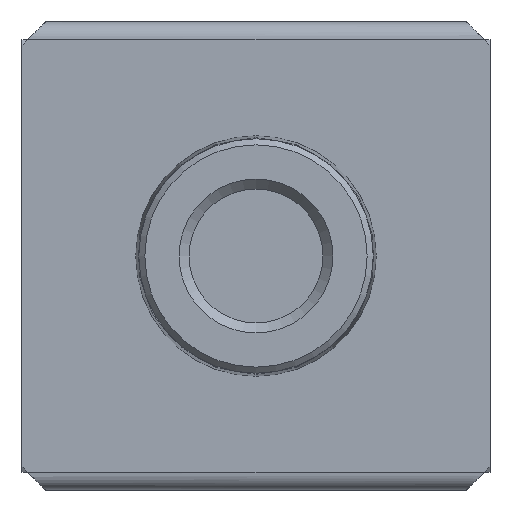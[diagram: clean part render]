
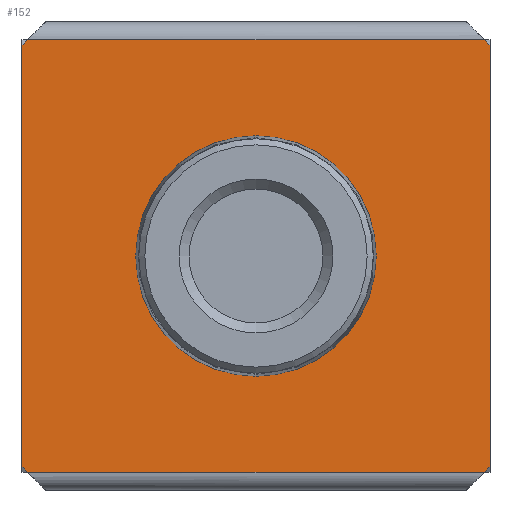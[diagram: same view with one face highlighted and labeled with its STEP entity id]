
A CAD part, front view. The second image highlights one B-rep face of the part: STEP entity #152.
In plain terms, the highlighted planar face has unit normal (0, -1, 0).
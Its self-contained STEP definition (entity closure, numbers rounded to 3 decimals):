
#152 = ADVANCED_FACE( '', ( #401, #402 ), #403, .F. );
#401 = FACE_BOUND( '', #902, .T. );
#402 = FACE_OUTER_BOUND( '', #903, .T. );
#403 = PLANE( '', #904 );
#902 = EDGE_LOOP( '', ( #1547 ) );
#903 = EDGE_LOOP( '', ( #1548, #1549, #1550, #1551, #1552, #1553, #1554, #1555 ) );
#904 = AXIS2_PLACEMENT_3D( '', #1556, #1557, #1558 );
#1547 = ORIENTED_EDGE( '', *, *, #3201, .F. );
#1548 = ORIENTED_EDGE( '', *, *, #3202, .F. );
#1549 = ORIENTED_EDGE( '', *, *, #3194, .T. );
#1550 = ORIENTED_EDGE( '', *, *, #3203, .F. );
#1551 = ORIENTED_EDGE( '', *, *, #3204, .F. );
#1552 = ORIENTED_EDGE( '', *, *, #3205, .F. );
#1553 = ORIENTED_EDGE( '', *, *, #3196, .F. );
#1554 = ORIENTED_EDGE( '', *, *, #3206, .F. );
#1555 = ORIENTED_EDGE( '', *, *, #3207, .F. );
#1556 = CARTESIAN_POINT( '', ( 0., -12., 0. ) );
#1557 = DIRECTION( '', ( 0., 1., 0. ) );
#1558 = DIRECTION( '', ( 0., 0., 1. ) );
#3194 = EDGE_CURVE( '', #3829, #3827, #3830, .F. );
#3196 = EDGE_CURVE( '', #3832, #3833, #3834, .F. );
#3201 = EDGE_CURVE( '', #3841, #3841, #3842, .F. );
#3202 = EDGE_CURVE( '', #3829, #3843, #3844, .T. );
#3203 = EDGE_CURVE( '', #3845, #3827, #3846, .T. );
#3204 = EDGE_CURVE( '', #3847, #3845, #3848, .T. );
#3205 = EDGE_CURVE( '', #3833, #3847, #3849, .T. );
#3206 = EDGE_CURVE( '', #3850, #3832, #3851, .T. );
#3207 = EDGE_CURVE( '', #3843, #3850, #3852, .T. );
#3827 = VERTEX_POINT( '', #5172 );
#3829 = VERTEX_POINT( '', #5174 );
#3830 = LINE( '', #5175, #5176 );
#3832 = VERTEX_POINT( '', #5178 );
#3833 = VERTEX_POINT( '', #5179 );
#3834 = LINE( '', #5180, #5181 );
#3841 = VERTEX_POINT( '', #5190 );
#3842 = CIRCLE( '', #5191, 10.279 );
#3843 = VERTEX_POINT( '', #5192 );
#3844 = LINE( '', #5193, #5194 );
#3845 = VERTEX_POINT( '', #5195 );
#3846 = LINE( '', #5196, #5197 );
#3847 = VERTEX_POINT( '', #5198 );
#3848 = LINE( '', #5199, #5200 );
#3849 = LINE( '', #5201, #5202 );
#3850 = VERTEX_POINT( '', #5203 );
#3851 = LINE( '', #5204, #5205 );
#3852 = LINE( '', #5206, #5207 );
#5172 = CARTESIAN_POINT( '', ( 19.5, -12., -18.5 ) );
#5174 = CARTESIAN_POINT( '', ( -19.5, -12., -18.5 ) );
#5175 = CARTESIAN_POINT( '', ( 25., -12., -18.5 ) );
#5176 = VECTOR( '', #6593, 1000. );
#5178 = CARTESIAN_POINT( '', ( -19.5, -12., 18.5 ) );
#5179 = CARTESIAN_POINT( '', ( 19.5, -12., 18.5 ) );
#5180 = CARTESIAN_POINT( '', ( 25., -12., 18.5 ) );
#5181 = VECTOR( '', #6597, 1000. );
#5190 = CARTESIAN_POINT( '', ( 0., -12., 10.279 ) );
#5191 = AXIS2_PLACEMENT_3D( '', #6606, #6607, #6608 );
#5192 = CARTESIAN_POINT( '', ( -20., -12., -18. ) );
#5193 = CARTESIAN_POINT( '', ( -18., -12., -20. ) );
#5194 = VECTOR( '', #6609, 1000. );
#5195 = CARTESIAN_POINT( '', ( 20., -12., -18. ) );
#5196 = CARTESIAN_POINT( '', ( 20., -12., -18. ) );
#5197 = VECTOR( '', #6610, 1000. );
#5198 = CARTESIAN_POINT( '', ( 20., -12., 18. ) );
#5199 = CARTESIAN_POINT( '', ( 20., -12., 18. ) );
#5200 = VECTOR( '', #6611, 1000. );
#5201 = CARTESIAN_POINT( '', ( 18., -12., 20. ) );
#5202 = VECTOR( '', #6612, 1000. );
#5203 = CARTESIAN_POINT( '', ( -20., -12., 18. ) );
#5204 = CARTESIAN_POINT( '', ( -20., -12., 18. ) );
#5205 = VECTOR( '', #6613, 1000. );
#5206 = CARTESIAN_POINT( '', ( -20., -12., -18. ) );
#5207 = VECTOR( '', #6614, 1000. );
#6593 = DIRECTION( '', ( -1., 0., 0. ) );
#6597 = DIRECTION( '', ( -1., 0., 0. ) );
#6606 = CARTESIAN_POINT( '', ( 0., -12., 0. ) );
#6607 = DIRECTION( '', ( 0., 1., 0. ) );
#6608 = DIRECTION( '', ( 0., 0., 1. ) );
#6609 = DIRECTION( '', ( -0.707, 0., 0.707 ) );
#6610 = DIRECTION( '', ( -0.707, 0., -0.707 ) );
#6611 = DIRECTION( '', ( 0., 0., -1. ) );
#6612 = DIRECTION( '', ( 0.707, 0., -0.707 ) );
#6613 = DIRECTION( '', ( 0.707, 0., 0.707 ) );
#6614 = DIRECTION( '', ( 0., 0., 1. ) );
